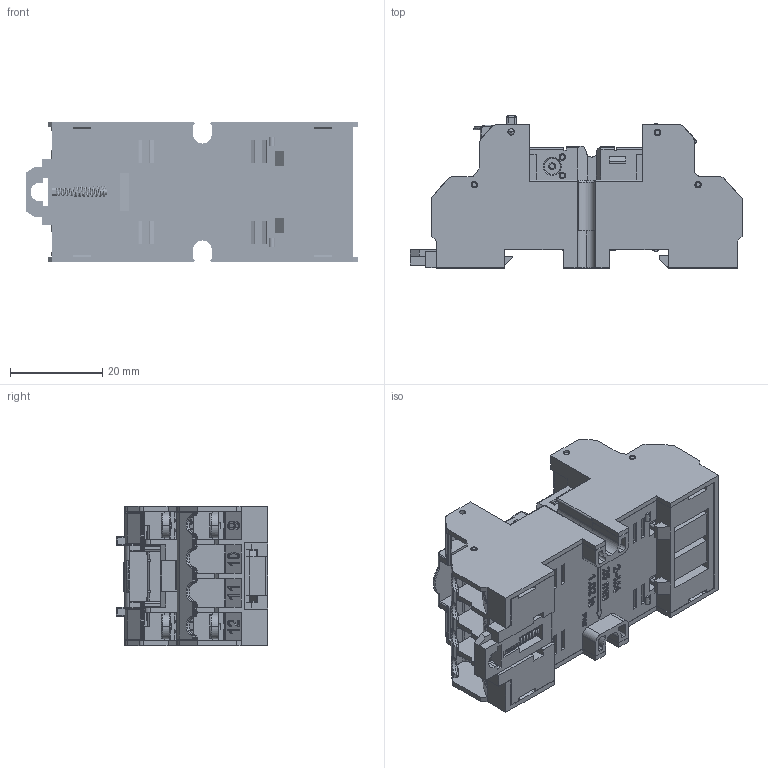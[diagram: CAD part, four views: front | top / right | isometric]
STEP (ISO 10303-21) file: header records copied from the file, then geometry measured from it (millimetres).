
FILE_DESCRIPTION (( 'STEP AP203' ), '1' );
FILE_NAME ('KMY2C.STEP', '2022-08-08T07:39:21', ( 'Microsoft' ), ( 'Microsoft' ), 'SwSTEP 2.0', 'SolidWorks 2015', '' );
FILE_SCHEMA (( 'CONFIG_CONTROL_DESIGN' ));
Length unit declared in the file: millimetre
Products named in the file (15): KMY4C.sldasm-Part-3; KMY4C.sldasm-Part-4; KMY4C.sldasm-Part-8; 3; KMY4C.sldasm-Part-9; 1; KMY4C.sldasm-Part-10; 53; KMY4C.sldasm-Part-11; KMY4C.sldasm-Part-1; zk7-852-045; KMY4C.sldasm-Part-2; zk7-852-044; 1-1; KMY2C
Assembly tree (31 placements, depth 2):
  KMY2C
    3
    1
    53
    KMY4C.sldasm-Part-1  x2
    KMY4C.sldasm-Part-2  x2
    1-1
    KMY4C.sldasm-Part-3  x8
    KMY4C.sldasm-Part-4  x7
    KMY4C.sldasm-Part-8
    KMY4C.sldasm-Part-9
    KMY4C.sldasm-Part-10
    KMY4C.sldasm-Part-11
    zk7-852-045  x3
    zk7-852-044
Bounding box: 71.9 x 32.9 x 30.3 mm (x, y, z)
Volume: 21990.6 mm3; surface area: 42877.1 mm2
Topology: 31 solids, 31 shells, 5057 faces, 13929 edges, 8778 vertices
Faces by surface type: plane 2810, cylinder 1407, bspline 555, torus 125, cone 84, sphere 76
Entity records: 126458 total; most frequent: CARTESIAN_POINT 39292, ORIENTED_EDGE 18850, DIRECTION 16183, EDGE_CURVE 9425, LINE 6747, VECTOR 6747, VERTEX_POINT 6090, AXIS2_PLACEMENT_3D 4718
